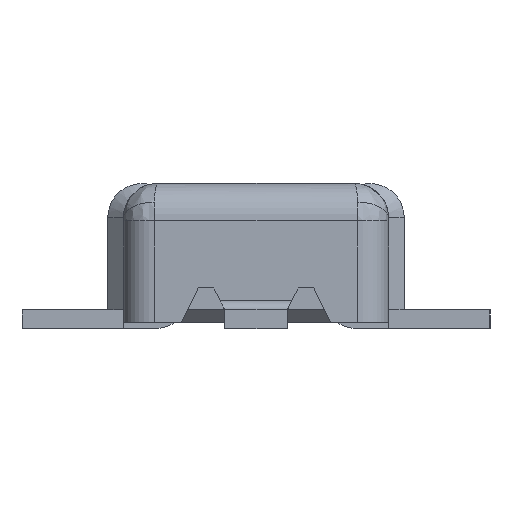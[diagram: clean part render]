
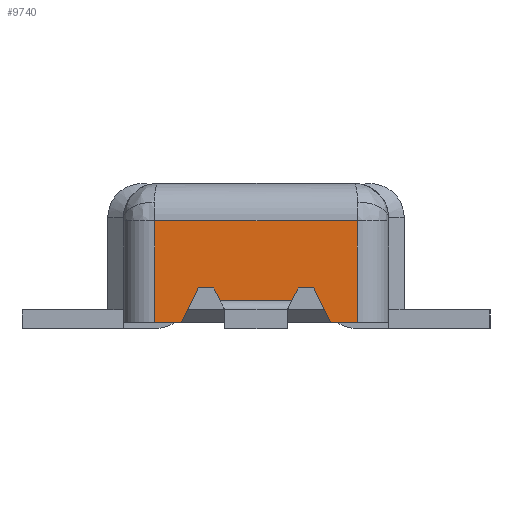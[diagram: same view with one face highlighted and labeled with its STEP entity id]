
A CAD part, left-side view. The second image highlights one B-rep face of the part: STEP entity #9740.
In plain terms, the highlighted face is planar.
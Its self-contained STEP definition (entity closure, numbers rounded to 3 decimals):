
#7910=CARTESIAN_POINT('',(-156.535,-0.37,
10.199));
#7920=VERTEX_POINT('',#7910);
#8670=CARTESIAN_POINT('',(-155.885,-0.37,
10.199));
#8680=VERTEX_POINT('',#8670);
#8710=CARTESIAN_POINT('',(-156.535,-0.37,
10.199));
#8720=DIRECTION('',(1.,0.,0.));
#8730=VECTOR('',#8720,1.);
#8740=LINE('',#8710,#8730);
#8750=EDGE_CURVE('',#7920,#8680,#8740,.T.);
#8800=CARTESIAN_POINT('',(-155.865,-0.707,
10.199));
#8810=DIRECTION('',(0.,0.,1.));
#8820=DIRECTION('',(1.,0.,-0.));
#8830=AXIS2_PLACEMENT_3D('',#8800,#8810,#8820);
#8840=PLANE('',#8830);
#8850=CARTESIAN_POINT('',(0.,-0.695,10.199));
#8860=DIRECTION('',(-1.,-0.,-0.));
#8870=VECTOR('',#8860,1.);
#8880=LINE('',#8850,#8870);
#8890=CARTESIAN_POINT('',(-156.45,-0.695,
10.199));
#8900=VERTEX_POINT('',#8890);
#8910=CARTESIAN_POINT('',(-156.535,-0.695,
10.199));
#8920=VERTEX_POINT('',#8910);
#8930=EDGE_CURVE('',#8900,#8920,#8880,.T.);
#8940=ORIENTED_EDGE('',*,*,#8930,.F.);
#8950=CARTESIAN_POINT('',(-156.535,-0.695,
10.199));
#8960=DIRECTION('',(0.,1.,0.));
#8970=VECTOR('',#8960,1.);
#8980=LINE('',#8950,#8970);
#8990=EDGE_CURVE('',#8920,#7920,#8980,.T.);
#9000=ORIENTED_EDGE('',*,*,#8990,.F.);
#9010=ORIENTED_EDGE('',*,*,#8750,.F.);
#9020=CARTESIAN_POINT('',(-155.885,-0.37,
10.199));
#9030=DIRECTION('',(0.,-1.,0.));
#9040=VECTOR('',#9030,1.);
#9050=LINE('',#9020,#9040);
#9060=CARTESIAN_POINT('',(-155.885,-0.695,
10.199));
#9070=VERTEX_POINT('',#9060);
#9080=EDGE_CURVE('',#8680,#9070,#9050,.T.);
#9090=ORIENTED_EDGE('',*,*,#9080,.F.);
#9100=CARTESIAN_POINT('',(0.,-0.695,10.199));
#9110=DIRECTION('',(1.,0.,0.));
#9120=VECTOR('',#9110,1.);
#9130=LINE('',#9100,#9120);
#9140=CARTESIAN_POINT('',(-155.97,-0.695,
10.199));
#9150=VERTEX_POINT('',#9140);
#9160=EDGE_CURVE('',#9150,#9070,#9130,.T.);
#9170=ORIENTED_EDGE('',*,*,#9160,.T.);
#9180=CARTESIAN_POINT('',(-156.318,0.,10.199));
#9190=DIRECTION('',(0.447,-0.894,0.));
#9200=VECTOR('',#9190,1.);
#9210=LINE('',#9180,#9200);
#9220=CARTESIAN_POINT('',(-156.025,-0.585,
10.199));
#9230=VERTEX_POINT('',#9220);
#9240=EDGE_CURVE('',#9230,#9150,#9210,.T.);
#9250=ORIENTED_EDGE('',*,*,#9240,.T.);
#9260=CARTESIAN_POINT('',(0.,-0.585,10.199));
#9270=DIRECTION('',(1.,0.,0.));
#9280=VECTOR('',#9270,1.);
#9290=LINE('',#9260,#9280);
#9300=CARTESIAN_POINT('',(-156.075,-0.585,
10.199));
#9310=VERTEX_POINT('',#9300);
#9320=EDGE_CURVE('',#9310,#9230,#9290,.T.);
#9330=ORIENTED_EDGE('',*,*,#9320,.T.);
#9340=CARTESIAN_POINT('',(-155.783,0.,10.199));
#9350=DIRECTION('',(-0.447,-0.894,-0.));
#9360=VECTOR('',#9350,1.);
#9370=LINE('',#9340,#9360);
#9380=CARTESIAN_POINT('',(-156.095,-0.625,
10.199));
#9390=VERTEX_POINT('',#9380);
#9400=EDGE_CURVE('',#9310,#9390,#9370,.T.);
#9410=ORIENTED_EDGE('',*,*,#9400,.F.);
#9420=CARTESIAN_POINT('',(-156.095,-0.625,
10.199));
#9430=DIRECTION('',(-1.,0.,0.));
#9440=VECTOR('',#9430,1.);
#9450=LINE('',#9420,#9440);
#9460=CARTESIAN_POINT('',(-156.325,-0.625,
10.199));
#9470=VERTEX_POINT('',#9460);
#9480=EDGE_CURVE('',#9390,#9470,#9450,.T.);
#9490=ORIENTED_EDGE('',*,*,#9480,.F.);
#9500=CARTESIAN_POINT('',(-156.637,0.,10.199));
#9510=DIRECTION('',(0.447,-0.894,0.));
#9520=VECTOR('',#9510,1.);
#9530=LINE('',#9500,#9520);
#9540=CARTESIAN_POINT('',(-156.345,-0.585,
10.199));
#9550=VERTEX_POINT('',#9540);
#9560=EDGE_CURVE('',#9550,#9470,#9530,.T.);
#9570=ORIENTED_EDGE('',*,*,#9560,.T.);
#9580=CARTESIAN_POINT('',(0.,-0.585,10.199));
#9590=DIRECTION('',(-1.,-0.,-0.));
#9600=VECTOR('',#9590,1.);
#9610=LINE('',#9580,#9600);
#9620=CARTESIAN_POINT('',(-156.395,-0.585,
10.199));
#9630=VERTEX_POINT('',#9620);
#9640=EDGE_CURVE('',#9550,#9630,#9610,.T.);
#9650=ORIENTED_EDGE('',*,*,#9640,.F.);
#9660=CARTESIAN_POINT('',(-156.103,0.,10.199));
#9670=DIRECTION('',(-0.447,-0.894,-0.));
#9680=VECTOR('',#9670,1.);
#9690=LINE('',#9660,#9680);
#9700=EDGE_CURVE('',#9630,#8900,#9690,.T.);
#9710=ORIENTED_EDGE('',*,*,#9700,.F.);
#9720=EDGE_LOOP('',(#9710,#9650,#9570,#9490,#9410,#9330,#9250,#9170,
#9090,#9010,#9000,#8940));
#9730=FACE_OUTER_BOUND('',#9720,.T.);
#9740=ADVANCED_FACE('',(#9730),#8840,.T.);
